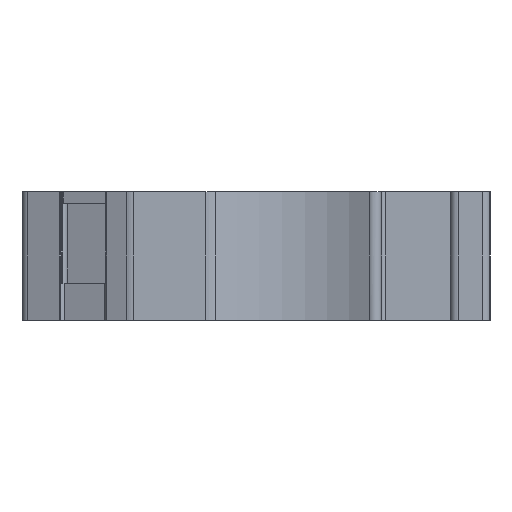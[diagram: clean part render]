
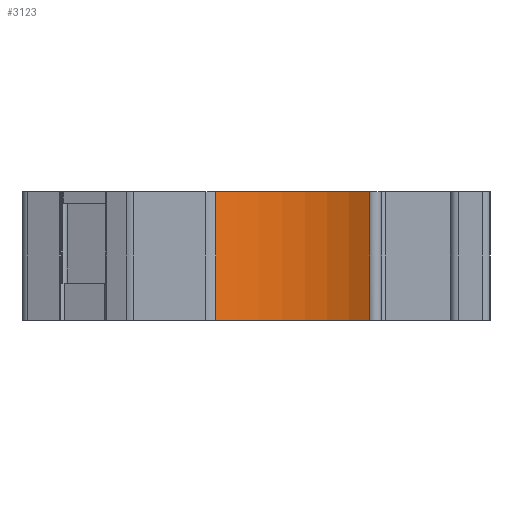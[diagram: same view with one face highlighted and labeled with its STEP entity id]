
A CAD part, left-side view. The second image highlights one B-rep face of the part: STEP entity #3123.
In plain terms, the highlighted cylindrical face has radius 19 mm (diameter 38 mm), a partial arc.
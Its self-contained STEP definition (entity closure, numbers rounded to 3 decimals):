
#582=CYLINDRICAL_SURFACE('',#69830,19.);
#780=CIRCLE('',#69669,19.);
#856=CIRCLE('',#69748,19.);
#3123=ADVANCED_FACE('',(#9526),#582,.F.);
#9526=FACE_OUTER_BOUND('',#12880,.T.);
#12880=EDGE_LOOP('',(#27476,#27477,#27478,#27479));
#27476=ORIENTED_EDGE('',*,*,#47145,.T.);
#27477=ORIENTED_EDGE('',*,*,#47029,.F.);
#27478=ORIENTED_EDGE('',*,*,#47146,.F.);
#27479=ORIENTED_EDGE('',*,*,#46880,.F.);
#38419=VERTEX_POINT('',#102263);
#38420=VERTEX_POINT('',#102265);
#38562=VERTEX_POINT('',#102558);
#38563=VERTEX_POINT('',#102560);
#46880=EDGE_CURVE('',#38419,#38420,#780,.T.);
#47029=EDGE_CURVE('',#38562,#38563,#856,.T.);
#47145=EDGE_CURVE('',#38419,#38563,#56351,.T.);
#47146=EDGE_CURVE('',#38420,#38562,#56352,.T.);
#56351=LINE('',#102790,#65339);
#56352=LINE('',#102792,#65340);
#65339=VECTOR('',#82636,1.);
#65340=VECTOR('',#82639,1.);
#69669=AXIS2_PLACEMENT_3D('',#102264,#82169,#82170);
#69748=AXIS2_PLACEMENT_3D('',#102559,#82400,#82401);
#69830=AXIS2_PLACEMENT_3D('',#102793,#82640,#82641);
#82169=DIRECTION('',(0.,0.,1.));
#82170=DIRECTION('',(0.857,-0.516,0.));
#82400=DIRECTION('',(0.,0.,-1.));
#82401=DIRECTION('',(0.867,0.498,0.));
#82636=DIRECTION('',(0.,0.,1.));
#82639=DIRECTION('',(0.,0.,1.));
#82640=DIRECTION('',(0.,0.,1.));
#82641=DIRECTION('',(-1.,0.,0.));
#102263=CARTESIAN_POINT('',(-51.662,7.957,-16.1));
#102264=CARTESIAN_POINT('',(-67.943,17.752,-16.1));
#102265=CARTESIAN_POINT('',(-51.468,27.217,-16.1));
#102558=CARTESIAN_POINT('',(-51.468,27.217,0.));
#102559=CARTESIAN_POINT('',(-67.943,17.752,0.));
#102560=CARTESIAN_POINT('',(-51.662,7.957,0.));
#102790=CARTESIAN_POINT('',(-51.662,7.957,-16.1));
#102792=CARTESIAN_POINT('',(-51.468,27.217,-16.1));
#102793=CARTESIAN_POINT('',(-67.943,17.752,-16.1));
